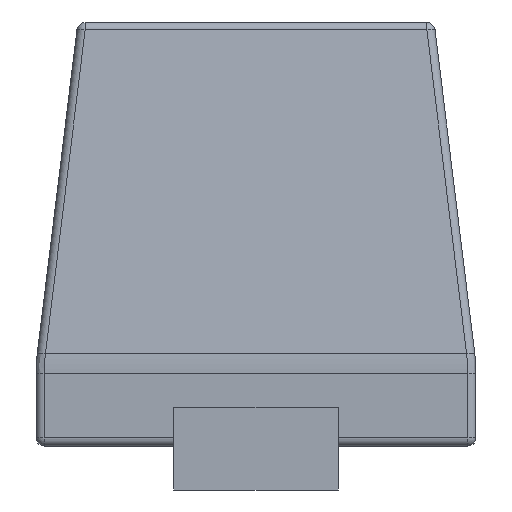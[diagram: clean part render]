
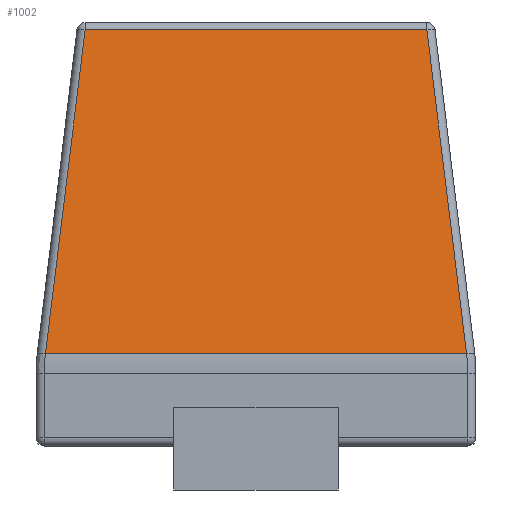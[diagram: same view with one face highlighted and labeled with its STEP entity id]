
A CAD part, left-side view. The second image highlights one B-rep face of the part: STEP entity #1002.
In plain terms, the highlighted planar face has unit normal (-0.993, 0, 0.122).
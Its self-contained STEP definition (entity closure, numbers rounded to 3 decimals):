
#182=FACE_OUTER_BOUND('',#244,.T.);
#244=EDGE_LOOP('',(#839,#840,#841,#842));
#284=LINE('',#1523,#376);
#287=LINE('',#1567,#379);
#303=LINE('',#1671,#395);
#318=LINE('',#1704,#410);
#376=VECTOR('',#1230,10.);
#379=VECTOR('',#1259,10.);
#395=VECTOR('',#1313,10.);
#410=VECTOR('',#1352,10.);
#463=VERTEX_POINT('',#1483);
#464=VERTEX_POINT('',#1487);
#477=VERTEX_POINT('',#1521);
#485=VERTEX_POINT('',#1566);
#564=EDGE_CURVE('',#477,#463,#284,.T.);
#576=EDGE_CURVE('',#464,#485,#287,.T.);
#603=EDGE_CURVE('',#485,#477,#303,.T.);
#621=EDGE_CURVE('',#463,#464,#318,.T.);
#839=ORIENTED_EDGE('',*,*,#576,.F.);
#840=ORIENTED_EDGE('',*,*,#621,.F.);
#841=ORIENTED_EDGE('',*,*,#564,.F.);
#842=ORIENTED_EDGE('',*,*,#603,.F.);
#940=PLANE('',#1118);
#1002=ADVANCED_FACE('',(#182),#940,.T.);
#1118=AXIS2_PLACEMENT_3D('',#1728,#1372,#1373);
#1230=DIRECTION('',(0.121,-0.121,0.985));
#1259=DIRECTION('',(-0.121,-0.121,-0.985));
#1313=DIRECTION('',(0.,1.,0.));
#1352=DIRECTION('',(0.,-1.,0.));
#1372=DIRECTION('center_axis',(-0.993,0.,0.122));
#1373=DIRECTION('ref_axis',(0.,-1.,0.));
#1483=CARTESIAN_POINT('',(-0.525,0.311,0.607));
#1487=CARTESIAN_POINT('',(-0.525,-0.311,0.607));
#1521=CARTESIAN_POINT('',(-0.598,0.383,0.018));
#1523=CARTESIAN_POINT('',(-0.594,0.379,0.046));
#1566=CARTESIAN_POINT('',(-0.598,-0.383,0.018));
#1567=CARTESIAN_POINT('',(-0.591,-0.377,0.07));
#1671=CARTESIAN_POINT('',(-0.598,-0.4,0.018));
#1704=CARTESIAN_POINT('',(-0.525,-0.2,0.607));
#1728=CARTESIAN_POINT('Origin',(-0.6,-0.4,0.));
